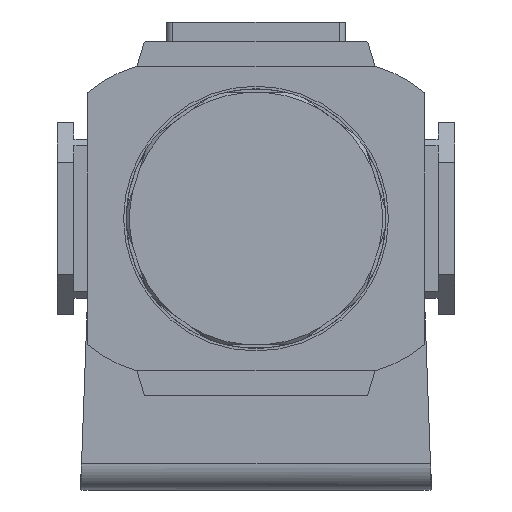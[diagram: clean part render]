
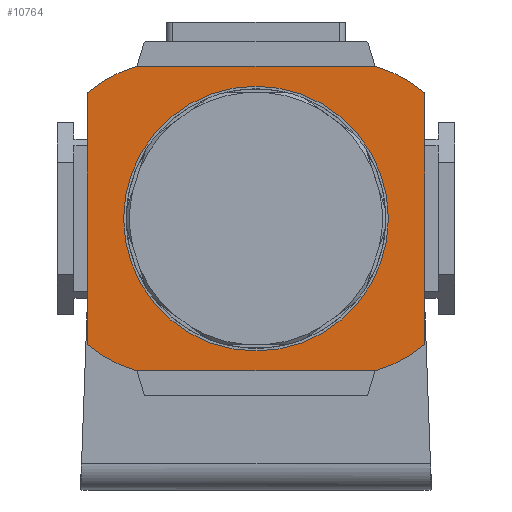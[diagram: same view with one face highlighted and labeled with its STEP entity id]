
A CAD part, front view. The second image highlights one B-rep face of the part: STEP entity #10764.
In plain terms, the highlighted planar face has unit normal (0, -1, 0).
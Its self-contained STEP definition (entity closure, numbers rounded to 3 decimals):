
#345 = CARTESIAN_POINT ( 'NONE',  ( -12.601, -21., 3.847 ) ) ;
#353 = EDGE_CURVE ( 'NONE', #6420, #3462, #8590, .T. ) ;
#677 = CARTESIAN_POINT ( 'NONE',  ( 18.001, -21., -23. ) ) ;
#918 = CARTESIAN_POINT ( 'NONE',  ( -18.001, -21., 23. ) ) ;
#1547 = DIRECTION ( 'NONE',  ( -1., 0., 0. ) ) ;
#1552 = DIRECTION ( 'NONE',  ( 0., 1., 0. ) ) ;
#1759 = ORIENTED_EDGE ( 'NONE', *, *, #9265, .F. ) ;
#1808 = CARTESIAN_POINT ( 'NONE',  ( 12.601, -21., -3.847 ) ) ;
#2003 = VECTOR ( 'NONE', #2085, 1000. ) ;
#2085 = DIRECTION ( 'NONE',  ( 1., 0., 0. ) ) ;
#2099 = VECTOR ( 'NONE', #7309, 1000. ) ;
#2142 = CARTESIAN_POINT ( 'NONE',  ( 25.5, -21., -23. ) ) ;
#2874 = DIRECTION ( 'NONE',  ( 0., 1., 0. ) ) ;
#2958 = DIRECTION ( 'NONE',  ( 1., 0., 0. ) ) ;
#3462 = VERTEX_POINT ( 'NONE', #12338 ) ;
#3907 = VECTOR ( 'NONE', #11355, 1000. ) ;
#3942 = VERTEX_POINT ( 'NONE', #10772 ) ;
#4035 = DIRECTION ( 'NONE',  ( 0., 1., 0. ) ) ;
#4052 = VERTEX_POINT ( 'NONE', #5187 ) ;
#4285 = LINE ( 'NONE', #13681, #3907 ) ;
#4376 = CARTESIAN_POINT ( 'NONE',  ( 18.001, -21., 23. ) ) ;
#4555 = EDGE_CURVE ( 'NONE', #3942, #10919, #8127, .T. ) ;
#4563 = AXIS2_PLACEMENT_3D ( 'NONE', #10971, #4035, #12157 ) ;
#4972 = PLANE ( 'NONE',  #14158 ) ;
#5187 = CARTESIAN_POINT ( 'NONE',  ( 25.5, -21., -19. ) ) ;
#5332 = ORIENTED_EDGE ( 'NONE', *, *, #6718, .T. ) ;
#5625 = CIRCLE ( 'NONE', #5784, 19.9 ) ;
#5784 = AXIS2_PLACEMENT_3D ( 'NONE', #345, #8459, #1547 ) ;
#6420 = VERTEX_POINT ( 'NONE', #14471 ) ;
#6718 = EDGE_CURVE ( 'NONE', #7817, #6420, #5625, .T. ) ;
#6856 = EDGE_CURVE ( 'NONE', #10919, #4052, #10636, .T. ) ;
#6870 = VECTOR ( 'NONE', #7641, 1000. ) ;
#7159 = CARTESIAN_POINT ( 'NONE',  ( -25.5, -21., 26.7 ) ) ;
#7181 = ORIENTED_EDGE ( 'NONE', *, *, #6856, .T. ) ;
#7203 = VERTEX_POINT ( 'NONE', #10273 ) ;
#7302 = CARTESIAN_POINT ( 'NONE',  ( 25.5, -21., 26.7 ) ) ;
#7309 = DIRECTION ( 'NONE',  ( 0., 0., -1. ) ) ;
#7641 = DIRECTION ( 'NONE',  ( 0., 0., -1. ) ) ;
#7715 = FACE_OUTER_BOUND ( 'NONE', #12202, .T. ) ;
#7817 = VERTEX_POINT ( 'NONE', #918 ) ;
#8040 = EDGE_CURVE ( 'NONE', #12473, #7203, #12064, .T. ) ;
#8127 = LINE ( 'NONE', #2142, #2003 ) ;
#8338 = ORIENTED_EDGE ( 'NONE', *, *, #10874, .F. ) ;
#8459 = DIRECTION ( 'NONE',  ( 0., -1., 0. ) ) ;
#8590 = LINE ( 'NONE', #7159, #2099 ) ;
#8756 = ORIENTED_EDGE ( 'NONE', *, *, #9895, .T. ) ;
#8815 = CARTESIAN_POINT ( 'NONE',  ( 25.5, -21., 26.7 ) ) ;
#9152 = ORIENTED_EDGE ( 'NONE', *, *, #353, .T. ) ;
#9265 = EDGE_CURVE ( 'NONE', #7203, #4052, #13381, .T. ) ;
#9625 = DIRECTION ( 'NONE',  ( -1., 0., 0. ) ) ;
#9790 = CARTESIAN_POINT ( 'NONE',  ( 12.601, -21., 3.847 ) ) ;
#9880 = DIRECTION ( 'NONE',  ( 0., -1., 0. ) ) ;
#9895 = EDGE_CURVE ( 'NONE', #12473, #7817, #4285, .T. ) ;
#10273 = CARTESIAN_POINT ( 'NONE',  ( 25.5, -21., 19. ) ) ;
#10584 = ORIENTED_EDGE ( 'NONE', *, *, #8040, .F. ) ;
#10636 = CIRCLE ( 'NONE', #11965, 19.9 ) ;
#10764 = ADVANCED_FACE ( 'NONE', ( #7715 ), #4972, .F. ) ;
#10772 = CARTESIAN_POINT ( 'NONE',  ( -18.001, -21., -23. ) ) ;
#10874 = EDGE_CURVE ( 'NONE', #3942, #3462, #12432, .T. ) ;
#10919 = VERTEX_POINT ( 'NONE', #677 ) ;
#10942 = DIRECTION ( 'NONE',  ( 1., 0., 0. ) ) ;
#10971 = CARTESIAN_POINT ( 'NONE',  ( -12.601, -21., -3.847 ) ) ;
#11355 = DIRECTION ( 'NONE',  ( -1., 0., 0. ) ) ;
#11965 = AXIS2_PLACEMENT_3D ( 'NONE', #1808, #9880, #2958 ) ;
#12064 = CIRCLE ( 'NONE', #13054, 19.9 ) ;
#12157 = DIRECTION ( 'NONE',  ( -1., 0., 0. ) ) ;
#12202 = EDGE_LOOP ( 'NONE', ( #8338, #13263, #7181, #1759, #10584, #8756, #5332, #9152 ) ) ;
#12338 = CARTESIAN_POINT ( 'NONE',  ( -25.5, -21., -19. ) ) ;
#12432 = CIRCLE ( 'NONE', #4563, 19.9 ) ;
#12473 = VERTEX_POINT ( 'NONE', #4376 ) ;
#13054 = AXIS2_PLACEMENT_3D ( 'NONE', #9790, #2874, #10942 ) ;
#13263 = ORIENTED_EDGE ( 'NONE', *, *, #4555, .T. ) ;
#13381 = LINE ( 'NONE', #8815, #6870 ) ;
#13681 = CARTESIAN_POINT ( 'NONE',  ( 25.5, -21., 23. ) ) ;
#14158 = AXIS2_PLACEMENT_3D ( 'NONE', #7302, #1552, #9625 ) ;
#14471 = CARTESIAN_POINT ( 'NONE',  ( -25.5, -21., 19. ) ) ;
